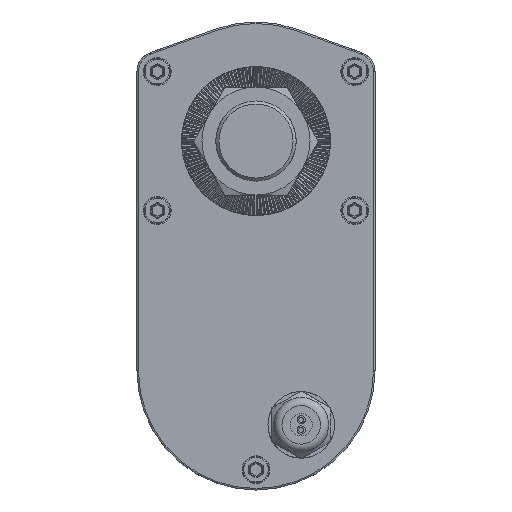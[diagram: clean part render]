
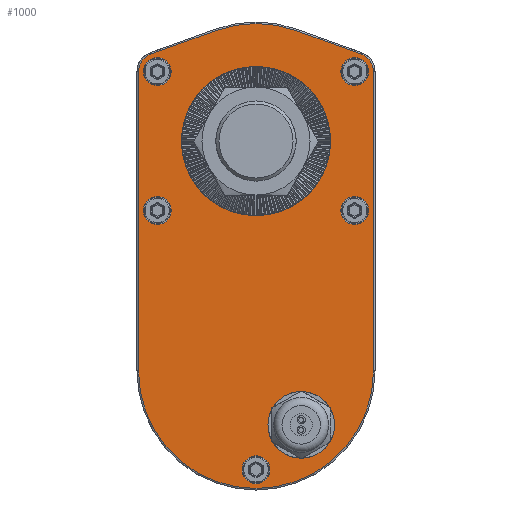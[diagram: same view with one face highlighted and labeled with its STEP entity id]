
A CAD part, front view. The second image highlights one B-rep face of the part: STEP entity #1000.
In plain terms, the highlighted planar face has unit normal (0, -1, 0).
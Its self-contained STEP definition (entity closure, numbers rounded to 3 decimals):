
#1000 = ADVANCED_FACE( '', ( #2877, #2878, #2879, #2880, #2881, #2882, #2883, #2884 ), #2885, .T. );
#2877 = FACE_BOUND( '', #5871, .T. );
#2878 = FACE_BOUND( '', #5872, .T. );
#2879 = FACE_BOUND( '', #5873, .T. );
#2880 = FACE_BOUND( '', #5874, .T. );
#2881 = FACE_BOUND( '', #5875, .T. );
#2882 = FACE_BOUND( '', #5876, .T. );
#2883 = FACE_OUTER_BOUND( '', #5877, .T. );
#2884 = FACE_BOUND( '', #5878, .T. );
#2885 = PLANE( '', #5879 );
#5871 = EDGE_LOOP( '', ( #14429 ) );
#5872 = EDGE_LOOP( '', ( #14430 ) );
#5873 = EDGE_LOOP( '', ( #14431 ) );
#5874 = EDGE_LOOP( '', ( #14432 ) );
#5875 = EDGE_LOOP( '', ( #14433 ) );
#5876 = EDGE_LOOP( '', ( #14434 ) );
#5877 = EDGE_LOOP( '', ( #14435, #14436, #14437, #14438, #14439, #14440, #14441, #14442 ) );
#5878 = EDGE_LOOP( '', ( #14443 ) );
#5879 = AXIS2_PLACEMENT_3D( '', #14444, #14445, #14446 );
#14429 = ORIENTED_EDGE( '', *, *, #22354, .F. );
#14430 = ORIENTED_EDGE( '', *, *, #22355, .T. );
#14431 = ORIENTED_EDGE( '', *, *, #22356, .T. );
#14432 = ORIENTED_EDGE( '', *, *, #22357, .T. );
#14433 = ORIENTED_EDGE( '', *, *, #22358, .T. );
#14434 = ORIENTED_EDGE( '', *, *, #22359, .T. );
#14435 = ORIENTED_EDGE( '', *, *, #22360, .T. );
#14436 = ORIENTED_EDGE( '', *, *, #22361, .T. );
#14437 = ORIENTED_EDGE( '', *, *, #22362, .T. );
#14438 = ORIENTED_EDGE( '', *, *, #22363, .T. );
#14439 = ORIENTED_EDGE( '', *, *, #22364, .T. );
#14440 = ORIENTED_EDGE( '', *, *, #22365, .T. );
#14441 = ORIENTED_EDGE( '', *, *, #22366, .T. );
#14442 = ORIENTED_EDGE( '', *, *, #22367, .T. );
#14443 = ORIENTED_EDGE( '', *, *, #22368, .F. );
#14444 = CARTESIAN_POINT( '', ( 0., 24.5, -74.5 ) );
#14445 = DIRECTION( '', ( 0., -1., 0. ) );
#14446 = DIRECTION( '', ( 0., 0., -1. ) );
#22354 = EDGE_CURVE( '', #25549, #25549, #25550, .T. );
#22355 = EDGE_CURVE( '', #25551, #25551, #25552, .T. );
#22356 = EDGE_CURVE( '', #25553, #25553, #25554, .T. );
#22357 = EDGE_CURVE( '', #25555, #25555, #25556, .T. );
#22358 = EDGE_CURVE( '', #25557, #25557, #25558, .T. );
#22359 = EDGE_CURVE( '', #25559, #25559, #25560, .T. );
#22360 = EDGE_CURVE( '', #25561, #25562, #25563, .T. );
#22361 = EDGE_CURVE( '', #25562, #25564, #25565, .T. );
#22362 = EDGE_CURVE( '', #25564, #25566, #25567, .T. );
#22363 = EDGE_CURVE( '', #25566, #25568, #25569, .T. );
#22364 = EDGE_CURVE( '', #25568, #25570, #25571, .T. );
#22365 = EDGE_CURVE( '', #25570, #25572, #25573, .T. );
#22366 = EDGE_CURVE( '', #25572, #25574, #25575, .T. );
#22367 = EDGE_CURVE( '', #25574, #25561, #25576, .T. );
#22368 = EDGE_CURVE( '', #25577, #25577, #25578, .T. );
#25549 = VERTEX_POINT( '', #30254 );
#25550 = CIRCLE( '', #30255, 7.875 );
#25551 = VERTEX_POINT( '', #30256 );
#25552 = CIRCLE( '', #30257, 4.5 );
#25553 = VERTEX_POINT( '', #30258 );
#25554 = CIRCLE( '', #30259, 4.5 );
#25555 = VERTEX_POINT( '', #30260 );
#25556 = CIRCLE( '', #30261, 4.5 );
#25557 = VERTEX_POINT( '', #30262 );
#25558 = CIRCLE( '', #30263, 4.5 );
#25559 = VERTEX_POINT( '', #30264 );
#25560 = CIRCLE( '', #30265, 4.5 );
#25561 = VERTEX_POINT( '', #30266 );
#25562 = VERTEX_POINT( '', #30267 );
#25563 = CIRCLE( '', #30268, 6.08 );
#25564 = VERTEX_POINT( '', #30269 );
#25565 = LINE( '', #30270, #30271 );
#25566 = VERTEX_POINT( '', #30272 );
#25567 = CIRCLE( '', #30273, 38.08 );
#25568 = VERTEX_POINT( '', #30274 );
#25569 = LINE( '', #30275, #30276 );
#25570 = VERTEX_POINT( '', #30277 );
#25571 = CIRCLE( '', #30278, 6.08 );
#25572 = VERTEX_POINT( '', #30279 );
#25573 = LINE( '', #30280, #30281 );
#25574 = VERTEX_POINT( '', #30282 );
#25575 = CIRCLE( '', #30283, 38.08 );
#25576 = LINE( '', #30284, #30285 );
#25577 = VERTEX_POINT( '', #30286 );
#25578 = CIRCLE( '', #30287, 24.1 );
#30254 = CARTESIAN_POINT( '', ( 14.66, 24.5, -99.845 ) );
#30255 = AXIS2_PLACEMENT_3D( '', #39708, #39709, #39710 );
#30256 = CARTESIAN_POINT( '', ( 32., 24.5, 18. ) );
#30257 = AXIS2_PLACEMENT_3D( '', #39711, #39712, #39713 );
#30258 = CARTESIAN_POINT( '', ( 32., 24.5, -27. ) );
#30259 = AXIS2_PLACEMENT_3D( '', #39714, #39715, #39716 );
#30260 = CARTESIAN_POINT( '', ( -32., 24.5, -27. ) );
#30261 = AXIS2_PLACEMENT_3D( '', #39717, #39718, #39719 );
#30262 = CARTESIAN_POINT( '', ( 0., 24.5, -111. ) );
#30263 = AXIS2_PLACEMENT_3D( '', #39720, #39721, #39722 );
#30264 = CARTESIAN_POINT( '', ( -32., 24.5, 18. ) );
#30265 = AXIS2_PLACEMENT_3D( '', #39723, #39724, #39725 );
#30266 = CARTESIAN_POINT( '', ( 38.08, 24.5, 22.46 ) );
#30267 = CARTESIAN_POINT( '', ( 34.067, 24.5, 28.178 ) );
#30268 = AXIS2_PLACEMENT_3D( '', #39726, #39727, #39728 );
#30269 = CARTESIAN_POINT( '', ( 12.944, 24.5, 35.813 ) );
#30270 = CARTESIAN_POINT( '', ( 36.76, 24.5, 27.204 ) );
#30271 = VECTOR( '', #39729, 1000. );
#30272 = CARTESIAN_POINT( '', ( -12.944, 24.5, 35.813 ) );
#30273 = AXIS2_PLACEMENT_3D( '', #39730, #39731, #39732 );
#30274 = CARTESIAN_POINT( '', ( -34.067, 24.5, 28.178 ) );
#30275 = CARTESIAN_POINT( '', ( -36.76, 24.5, 27.204 ) );
#30276 = VECTOR( '', #39733, 1000. );
#30277 = CARTESIAN_POINT( '', ( -38.08, 24.5, 22.46 ) );
#30278 = AXIS2_PLACEMENT_3D( '', #39734, #39735, #39736 );
#30279 = CARTESIAN_POINT( '', ( -38.08, 24.5, -74.5 ) );
#30280 = CARTESIAN_POINT( '', ( -38.08, 24.5, -74.5 ) );
#30281 = VECTOR( '', #39737, 1000. );
#30282 = CARTESIAN_POINT( '', ( 38.08, 24.5, -74.5 ) );
#30283 = AXIS2_PLACEMENT_3D( '', #39738, #39739, #39740 );
#30284 = CARTESIAN_POINT( '', ( 38.08, 24.5, -74.5 ) );
#30285 = VECTOR( '', #39741, 1000. );
#30286 = CARTESIAN_POINT( '', ( 0., 24.5, -24.1 ) );
#30287 = AXIS2_PLACEMENT_3D( '', #39742, #39743, #39744 );
#39708 = CARTESIAN_POINT( '', ( 14.66, 24.5, -91.97 ) );
#39709 = DIRECTION( '', ( 0., -1., 0. ) );
#39710 = DIRECTION( '', ( 0., 0., -1. ) );
#39711 = CARTESIAN_POINT( '', ( 32., 24.5, 22.5 ) );
#39712 = DIRECTION( '', ( 0., 1., 0. ) );
#39713 = DIRECTION( '', ( 0., 0., -1. ) );
#39714 = CARTESIAN_POINT( '', ( 32., 24.5, -22.5 ) );
#39715 = DIRECTION( '', ( 0., 1., 0. ) );
#39716 = DIRECTION( '', ( 0., 0., -1. ) );
#39717 = CARTESIAN_POINT( '', ( -32., 24.5, -22.5 ) );
#39718 = DIRECTION( '', ( 0., 1., 0. ) );
#39719 = DIRECTION( '', ( 0., 0., -1. ) );
#39720 = CARTESIAN_POINT( '', ( 0., 24.5, -106.5 ) );
#39721 = DIRECTION( '', ( 0., 1., 0. ) );
#39722 = DIRECTION( '', ( 0., 0., -1. ) );
#39723 = CARTESIAN_POINT( '', ( -32., 24.5, 22.5 ) );
#39724 = DIRECTION( '', ( 0., 1., 0. ) );
#39725 = DIRECTION( '', ( 0., 0., -1. ) );
#39726 = CARTESIAN_POINT( '', ( 32., 24.5, 22.46 ) );
#39727 = DIRECTION( '', ( 0., -1., 0. ) );
#39728 = DIRECTION( '', ( 0., 0., -1. ) );
#39729 = DIRECTION( '', ( -0.94, 0., 0.34 ) );
#39730 = CARTESIAN_POINT( '', ( 0., 24.5, 0. ) );
#39731 = DIRECTION( '', ( 0., -1., 0. ) );
#39732 = DIRECTION( '', ( 0., 0., -1. ) );
#39733 = DIRECTION( '', ( -0.94, 0., -0.34 ) );
#39734 = CARTESIAN_POINT( '', ( -32., 24.5, 22.46 ) );
#39735 = DIRECTION( '', ( 0., -1., 0. ) );
#39736 = DIRECTION( '', ( 0., 0., -1. ) );
#39737 = DIRECTION( '', ( 0., 0., -1. ) );
#39738 = CARTESIAN_POINT( '', ( 0., 24.5, -74.5 ) );
#39739 = DIRECTION( '', ( 0., -1., 0. ) );
#39740 = DIRECTION( '', ( 0., 0., -1. ) );
#39741 = DIRECTION( '', ( 0., 0., 1. ) );
#39742 = CARTESIAN_POINT( '', ( 0., 24.5, 0. ) );
#39743 = DIRECTION( '', ( 0., -1., 0. ) );
#39744 = DIRECTION( '', ( 0., 0., -1. ) );
